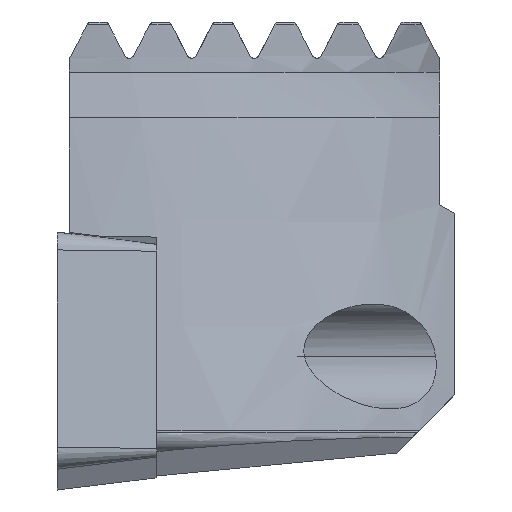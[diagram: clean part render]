
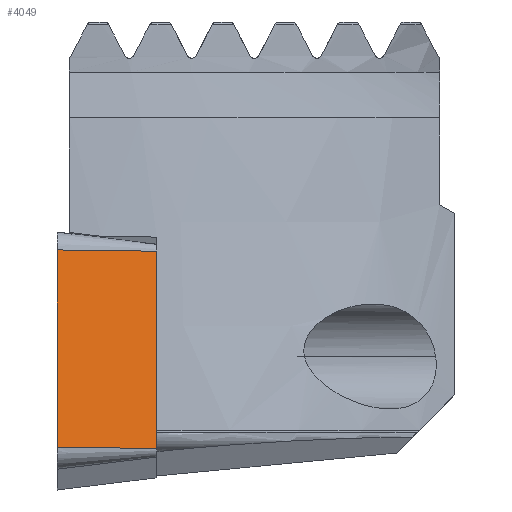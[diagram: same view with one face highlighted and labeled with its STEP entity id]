
A CAD part, left-side view. The second image highlights one B-rep face of the part: STEP entity #4049.
In plain terms, the highlighted planar face has unit normal (-0.987, -0.122, 0.104).
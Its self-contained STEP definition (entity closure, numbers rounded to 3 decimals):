
#2021=EDGE_CURVE('NONE',#2841,#3687,#4779,.T.);
#2357=EDGE_CURVE('NONE',#3687,#3651,#5150,.T.);
#2841=VERTEX_POINT('NONE',#5682);
#3071=EDGE_CURVE('NONE',#2841,#3637,#5931,.T.);
#3557=EDGE_CURVE('NONE',#3651,#3637,#6461,.T.);
#3637=VERTEX_POINT('NONE',#6547);
#3651=VERTEX_POINT('NONE',#6562);
#3687=VERTEX_POINT('NONE',#6599);
#4049=ADVANCED_FACE('NONE',(#7000),#7001,.T.);
#4779=LINE('',#8666,#8667);
#5150=LINE('',#9548,#9549);
#5682=CARTESIAN_POINT('',(1.318,-3.97,9.543));
#5931=LINE('',#11398,#11399);
#6461=LINE('',#12629,#12630);
#6547=CARTESIAN_POINT('',(0.833,0.,9.594));
#6562=CARTESIAN_POINT('',(0.004,0.,1.712));
#6599=CARTESIAN_POINT('',(0.489,-3.97,1.661));
#7000=FACE_OUTER_BOUND('',#13864,.T.);
#7001=PLANE('',#13865);
#8666=CARTESIAN_POINT('',(0.489,-3.97,1.661));
#8667=VECTOR('',#14578,1000.0);
#9548=CARTESIAN_POINT('',(0.004,0.,1.712));
#9549=VECTOR('',#15027,1000.0);
#11398=CARTESIAN_POINT('',(0.833,0.,9.594));
#11399=VECTOR('',#15779,1000.0);
#12629=CARTESIAN_POINT('',(0.004,0.,1.712));
#12630=VECTOR('',#16296,1000.0);
#13864=EDGE_LOOP('',(#16851,#16852,#16853,#16854));
#13865=AXIS2_PLACEMENT_3D('',#16855,#16856,#16857);
#14578=DIRECTION('',(-0.105,0.,-0.995));
#15027=DIRECTION('',(-0.121,0.993,0.013));
#15779=DIRECTION('',(-0.121,0.993,0.013));
#16296=DIRECTION('',(0.105,0.,0.995));
#16851=ORIENTED_EDGE('',*,*,#2021,.F.);
#16852=ORIENTED_EDGE('',*,*,#3071,.T.);
#16853=ORIENTED_EDGE('',*,*,#3557,.F.);
#16854=ORIENTED_EDGE('',*,*,#2357,.F.);
#16855=CARTESIAN_POINT('',(0.004,0.,1.712));
#16856=DIRECTION('',(-0.987,-0.122,0.104));
#16857=DIRECTION('',(-0.121,0.993,0.013));
